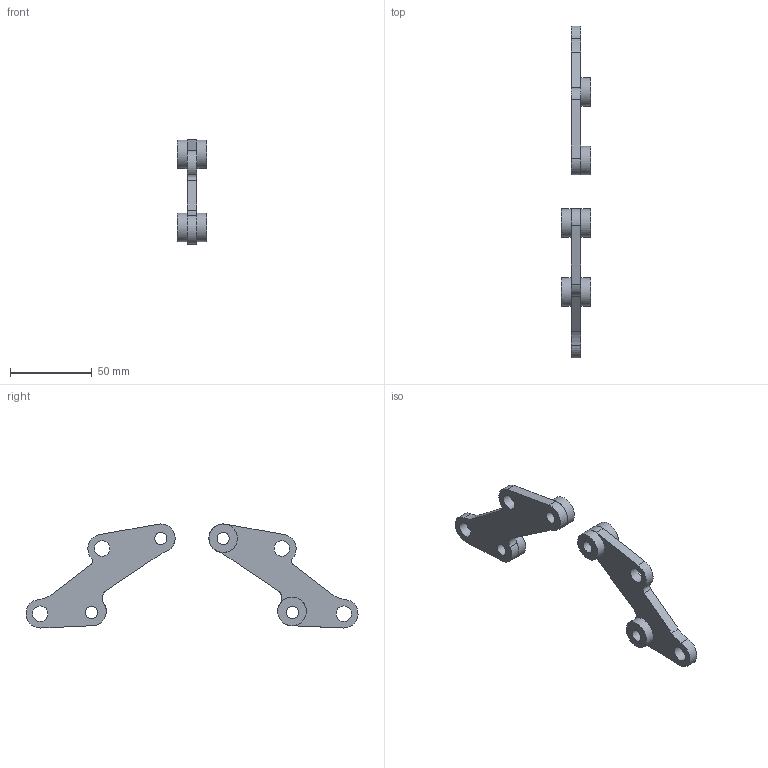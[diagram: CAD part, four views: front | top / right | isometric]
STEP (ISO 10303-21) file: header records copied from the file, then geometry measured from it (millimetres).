
FILE_DESCRIPTION(('FreeCAD Model'),'2;1');
FILE_NAME('Open CASCADE Shape Model','2024-04-05T19:32:06',('Author'),( ''),'Open CASCADE STEP processor 7.5','FreeCAD','Unknown');
FILE_SCHEMA(('AUTOMOTIVE_DESIGN { 1 0 10303 214 1 1 1 1 }'));
Length unit declared in the file: millimetre
Products named in the file (11): deport_droite_et_gauche; gauche; Sketch; base_g; Sketch001; deport_g; droite; Sketch002; base_d; Sketch003; deport_d
Assembly tree (10 placements, depth 2):
  deport_droite_et_gauche
    gauche
    Sketch
    base_g
    Sketch001
    deport_g
    droite
    Sketch002
    base_d
    Sketch003
    deport_d
Bounding box: 18 x 203.29 x 63.7 mm (x, y, z)
Volume: 89605.7 mm3; surface area: 43497.1 mm2
Topology: 6 solids, 6 shells, 140 faces, 386 edges, 292 vertices
Faces by surface type: cylinder 88, plane 52
Full cylindrical faces by diameter (mm): 7.487 x2, 7.5 x14, 7.501 x2, 7.541 x2, 9.5 x12, 17.355 x2, 17.464 x2, 17.477 x2, 17.512 x2
Entity records: 9602 total; most frequent: CARTESIAN_POINT 1610, DIRECTION 1583, ORIENTED_EDGE 692, PCURVE 692, DEFINITIONAL_REPRESENTATION 692, LINE 679, VECTOR 679, CIRCLE 386
